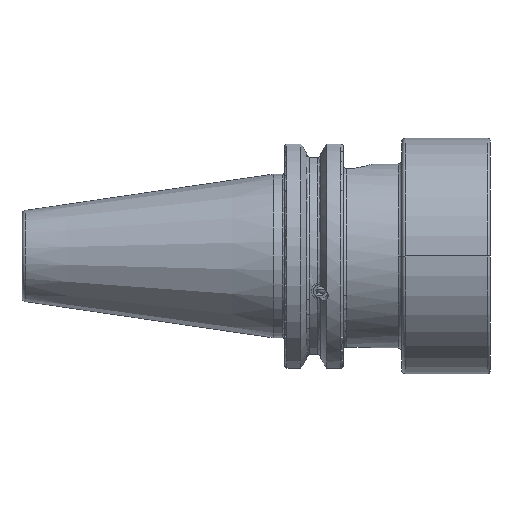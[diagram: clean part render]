
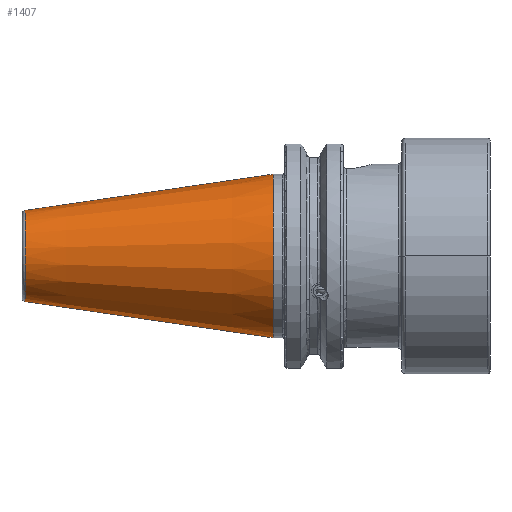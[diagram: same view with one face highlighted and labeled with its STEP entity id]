
A CAD part, front view. The second image highlights one B-rep face of the part: STEP entity #1407.
In plain terms, the highlighted conical face has half-angle 8.297 degrees and reference radius 22.225 mm.
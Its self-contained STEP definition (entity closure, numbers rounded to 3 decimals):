
#221 = CARTESIAN_POINT ( 'NONE',  ( -67.394, 0., 12.397 ) ) ;
#238 = CIRCLE ( 'NONE', #1687, 12.397 ) ;
#329 = CARTESIAN_POINT ( 'NONE',  ( 0., 0., 22.225 ) ) ;
#424 = DIRECTION ( 'NONE',  ( 0., 0., 1. ) ) ;
#895 = CARTESIAN_POINT ( 'NONE',  ( 0., 0., 22.225 ) ) ;
#1160 = LINE ( 'NONE', #895, #1398 ) ;
#1259 = CARTESIAN_POINT ( 'NONE',  ( -67.394, 0., -12.397 ) ) ;
#1398 = VECTOR ( 'NONE', #5467, 1000. ) ;
#1407 = ADVANCED_FACE ( 'NONE', ( #8169 ), #7932, .T. ) ;
#1416 = EDGE_LOOP ( 'NONE', ( #7053, #4785, #6416, #4895 ) ) ;
#1687 = AXIS2_PLACEMENT_3D ( 'NONE', #9403, #4973, #424 ) ;
#1936 = CARTESIAN_POINT ( 'NONE',  ( 0., 0., 0. ) ) ;
#2040 = VECTOR ( 'NONE', #6380, 1000. ) ;
#2698 = DIRECTION ( 'NONE',  ( 0., 0., 1. ) ) ;
#3355 = EDGE_CURVE ( 'NONE', #5674, #8654, #4075, .T. ) ;
#4075 = LINE ( 'NONE', #6676, #2040 ) ;
#4785 = ORIENTED_EDGE ( 'NONE', *, *, #8940, .F. ) ;
#4895 = ORIENTED_EDGE ( 'NONE', *, *, #7654, .T. ) ;
#4973 = DIRECTION ( 'NONE',  ( -1., 0., 0. ) ) ;
#5467 = DIRECTION ( 'NONE',  ( 0.99, 0., 0.144 ) ) ;
#5674 = VERTEX_POINT ( 'NONE', #1259 ) ;
#6037 = CARTESIAN_POINT ( 'NONE',  ( 0., 0., -22.225 ) ) ;
#6380 = DIRECTION ( 'NONE',  ( 0.99, 0., -0.144 ) ) ;
#6416 = ORIENTED_EDGE ( 'NONE', *, *, #3355, .T. ) ;
#6676 = CARTESIAN_POINT ( 'NONE',  ( 0., 0., -22.225 ) ) ;
#7053 = ORIENTED_EDGE ( 'NONE', *, *, #7403, .F. ) ;
#7197 = VERTEX_POINT ( 'NONE', #329 ) ;
#7212 = DIRECTION ( 'NONE',  ( -1., 0., 0. ) ) ;
#7403 = EDGE_CURVE ( 'NONE', #9266, #7197, #1160, .T. ) ;
#7654 = EDGE_CURVE ( 'NONE', #8654, #7197, #9476, .T. ) ;
#7667 = AXIS2_PLACEMENT_3D ( 'NONE', #1936, #7212, #2698 ) ;
#7932 = CONICAL_SURFACE ( 'NONE', #8051, 22.225, 0.145 ) ;
#8051 = AXIS2_PLACEMENT_3D ( 'NONE', #8975, #8370, #8910 ) ;
#8169 = FACE_OUTER_BOUND ( 'NONE', #1416, .T. ) ;
#8370 = DIRECTION ( 'NONE',  ( 1., 0., 0. ) ) ;
#8654 = VERTEX_POINT ( 'NONE', #6037 ) ;
#8910 = DIRECTION ( 'NONE',  ( 0., 0., -1. ) ) ;
#8940 = EDGE_CURVE ( 'NONE', #5674, #9266, #238, .T. ) ;
#8975 = CARTESIAN_POINT ( 'NONE',  ( 0., 0., 0. ) ) ;
#9266 = VERTEX_POINT ( 'NONE', #221 ) ;
#9403 = CARTESIAN_POINT ( 'NONE',  ( -67.394, 0., 0. ) ) ;
#9476 = CIRCLE ( 'NONE', #7667, 22.225 ) ;
